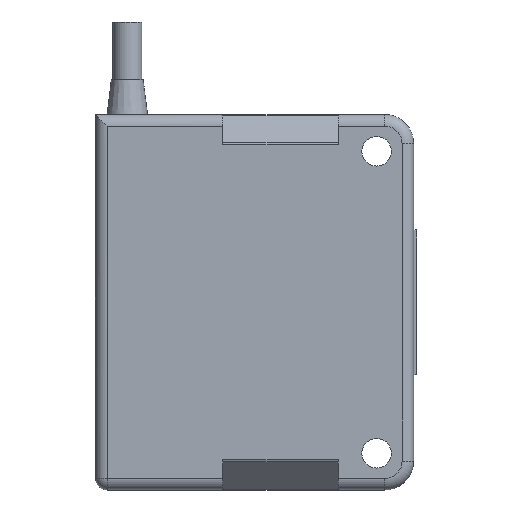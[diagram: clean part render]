
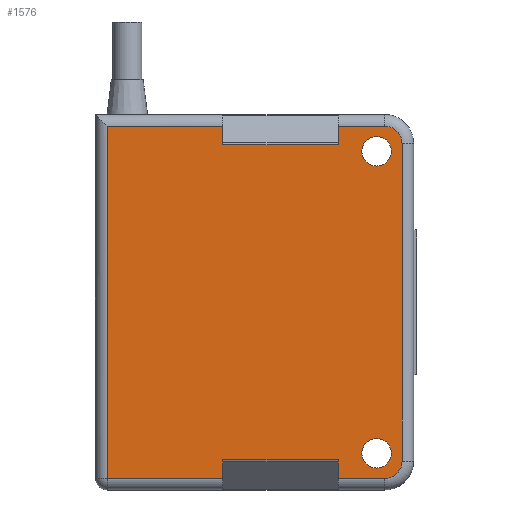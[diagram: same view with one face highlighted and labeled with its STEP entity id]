
A CAD part, front view. The second image highlights one B-rep face of the part: STEP entity #1576.
In plain terms, the highlighted planar face has unit normal (0, -1, 0).
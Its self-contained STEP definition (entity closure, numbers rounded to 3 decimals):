
#83=DIRECTION('',(1.,0.,0.));
#84=VECTOR('',#83,20.);
#85=CARTESIAN_POINT('',(22.,0.,-59.7));
#86=LINE('',#85,#84);
#91=DIRECTION('',(1.,0.,0.));
#92=VECTOR('',#91,20.);
#93=CARTESIAN_POINT('',(2.,0.,-62.9));
#94=LINE('',#93,#92);
#98=DIRECTION('',(0.,0.,-1.));
#99=VECTOR('',#98,60.9);
#100=CARTESIAN_POINT('',(2.,0.,-2.));
#101=LINE('',#100,#99);
#105=DIRECTION('',(-1.,0.,0.));
#106=VECTOR('',#105,20.);
#107=CARTESIAN_POINT('',(22.,0.,-2.));
#108=LINE('',#107,#106);
#112=DIRECTION('',(-1.,0.,0.));
#113=VECTOR('',#112,20.);
#114=CARTESIAN_POINT('',(42.,0.,-5.2));
#115=LINE('',#114,#113);
#119=DIRECTION('',(-1.,0.,0.));
#120=VECTOR('',#119,8.);
#121=CARTESIAN_POINT('',(50.,0.,-2.));
#122=LINE('',#121,#120);
#126=CARTESIAN_POINT('',(50.,0.,-5.));
#127=DIRECTION('',(0.,-1.,0.));
#128=DIRECTION('',(1.,0.,0.));
#129=AXIS2_PLACEMENT_3D('',#126,#127,#128);
#134=DIRECTION('',(0.,0.,1.));
#135=VECTOR('',#134,54.9);
#136=CARTESIAN_POINT('',(53.,0.,-59.9));
#137=LINE('',#136,#135);
#141=CARTESIAN_POINT('',(50.,0.,-59.9));
#142=DIRECTION('',(0.,-1.,0.));
#143=DIRECTION('',(0.,0.,-1.));
#144=AXIS2_PLACEMENT_3D('',#141,#142,#143);
#149=DIRECTION('',(1.,0.,0.));
#150=VECTOR('',#149,8.);
#151=CARTESIAN_POINT('',(42.,0.,-62.9));
#152=LINE('',#151,#150);
#156=CARTESIAN_POINT('',(48.6,0.,-6.35));
#157=DIRECTION('',(0.,-1.,0.));
#158=DIRECTION('',(1.,0.,0.));
#159=AXIS2_PLACEMENT_3D('',#156,#157,#158);
#164=CARTESIAN_POINT('',(48.6,0.,-6.35));
#165=DIRECTION('',(0.,-1.,0.));
#166=DIRECTION('',(-1.,0.,0.));
#167=AXIS2_PLACEMENT_3D('',#164,#165,#166);
#172=CARTESIAN_POINT('',(48.6,0.,-58.55));
#173=DIRECTION('',(0.,-1.,0.));
#174=DIRECTION('',(1.,0.,0.));
#175=AXIS2_PLACEMENT_3D('',#172,#173,#174);
#180=CARTESIAN_POINT('',(48.6,0.,-58.55));
#181=DIRECTION('',(0.,-1.,0.));
#182=DIRECTION('',(-1.,0.,0.));
#183=AXIS2_PLACEMENT_3D('',#180,#181,#182);
#237=DIRECTION('',(0.,0.,-1.));
#238=VECTOR('',#237,3.2);
#239=CARTESIAN_POINT('',(42.,0.,-59.7));
#240=LINE('',#239,#238);
#275=DIRECTION('',(0.,0.,1.));
#276=VECTOR('',#275,3.2);
#277=CARTESIAN_POINT('',(22.,0.,-62.9));
#278=LINE('',#277,#276);
#708=DIRECTION('',(0.,0.,-1.));
#709=VECTOR('',#708,3.2);
#710=CARTESIAN_POINT('',(42.,0.,-2.));
#711=LINE('',#710,#709);
#769=DIRECTION('',(0.,0.,1.));
#770=VECTOR('',#769,3.2);
#771=CARTESIAN_POINT('',(22.,0.,-5.2));
#772=LINE('',#771,#770);
#1343=CARTESIAN_POINT('',(2.,0.,-2.));
#1344=CARTESIAN_POINT('',(2.,0.,-62.9));
#1345=VERTEX_POINT('',#1343);
#1346=VERTEX_POINT('',#1344);
#1353=CARTESIAN_POINT('',(50.,0.,-62.9));
#1354=CARTESIAN_POINT('',(53.,0.,-59.9));
#1355=VERTEX_POINT('',#1353);
#1356=VERTEX_POINT('',#1354);
#1361=CARTESIAN_POINT('',(53.,0.,-5.));
#1362=VERTEX_POINT('',#1361);
#1365=CARTESIAN_POINT('',(50.,0.,-2.));
#1366=VERTEX_POINT('',#1365);
#1393=CARTESIAN_POINT('',(22.,0.,-62.9));
#1395=VERTEX_POINT('',#1393);
#1397=CARTESIAN_POINT('',(42.,0.,-62.9));
#1399=VERTEX_POINT('',#1397);
#1409=CARTESIAN_POINT('',(22.,0.,-2.));
#1411=VERTEX_POINT('',#1409);
#1413=CARTESIAN_POINT('',(42.,0.,-2.));
#1415=VERTEX_POINT('',#1413);
#1429=CARTESIAN_POINT('',(22.,0.,-59.7));
#1430=CARTESIAN_POINT('',(42.,0.,-59.7));
#1431=VERTEX_POINT('',#1429);
#1432=VERTEX_POINT('',#1430);
#1437=CARTESIAN_POINT('',(42.,0.,-5.2));
#1438=CARTESIAN_POINT('',(22.,0.,-5.2));
#1439=VERTEX_POINT('',#1437);
#1440=VERTEX_POINT('',#1438);
#1513=CARTESIAN_POINT('',(51.15,0.,-6.35));
#1514=CARTESIAN_POINT('',(46.05,0.,-6.35));
#1515=VERTEX_POINT('',#1513);
#1516=VERTEX_POINT('',#1514);
#1521=CARTESIAN_POINT('',(51.15,0.,-58.55));
#1522=CARTESIAN_POINT('',(46.05,0.,-58.55));
#1523=VERTEX_POINT('',#1521);
#1524=VERTEX_POINT('',#1522);
#1529=CARTESIAN_POINT('',(0.,0.,0.));
#1530=DIRECTION('',(0.,1.,0.));
#1531=DIRECTION('',(1.,0.,0.));
#1532=AXIS2_PLACEMENT_3D('',#1529,#1530,#1531);
#1533=PLANE('',#1532);
#1535=ORIENTED_EDGE('',*,*,#1534,.F.);
#1537=ORIENTED_EDGE('',*,*,#1536,.F.);
#1539=ORIENTED_EDGE('',*,*,#1538,.F.);
#1541=ORIENTED_EDGE('',*,*,#1540,.F.);
#1543=ORIENTED_EDGE('',*,*,#1542,.F.);
#1545=ORIENTED_EDGE('',*,*,#1544,.F.);
#1547=ORIENTED_EDGE('',*,*,#1546,.F.);
#1549=ORIENTED_EDGE('',*,*,#1548,.F.);
#1551=ORIENTED_EDGE('',*,*,#1550,.F.);
#1553=ORIENTED_EDGE('',*,*,#1552,.F.);
#1555=ORIENTED_EDGE('',*,*,#1554,.F.);
#1557=ORIENTED_EDGE('',*,*,#1556,.F.);
#1559=ORIENTED_EDGE('',*,*,#1558,.F.);
#1561=ORIENTED_EDGE('',*,*,#1560,.F.);
#1562=EDGE_LOOP('',(#1535,#1537,#1539,#1541,#1543,#1545,#1547,#1549,#1551,#1553,
#1555,#1557,#1559,#1561));
#1563=FACE_OUTER_BOUND('',#1562,.F.);
#1565=ORIENTED_EDGE('',*,*,#1564,.T.);
#1567=ORIENTED_EDGE('',*,*,#1566,.T.);
#1568=EDGE_LOOP('',(#1565,#1567));
#1569=FACE_BOUND('',#1568,.F.);
#1571=ORIENTED_EDGE('',*,*,#1570,.T.);
#1573=ORIENTED_EDGE('',*,*,#1572,.T.);
#1574=EDGE_LOOP('',(#1571,#1573));
#1575=FACE_BOUND('',#1574,.F.);
#1576=ADVANCED_FACE('',(#1563,#1569,#1575),#1533,.F.);
#130=CIRCLE('',#129,3.);
#145=CIRCLE('',#144,3.);
#160=CIRCLE('',#159,2.55);
#168=CIRCLE('',#167,2.55);
#176=CIRCLE('',#175,2.55);
#184=CIRCLE('',#183,2.55);
#1534=EDGE_CURVE('',#1431,#1432,#86,.T.);
#1536=EDGE_CURVE('',#1395,#1431,#278,.T.);
#1538=EDGE_CURVE('',#1346,#1395,#94,.T.);
#1540=EDGE_CURVE('',#1345,#1346,#101,.T.);
#1542=EDGE_CURVE('',#1411,#1345,#108,.T.);
#1544=EDGE_CURVE('',#1440,#1411,#772,.T.);
#1546=EDGE_CURVE('',#1439,#1440,#115,.T.);
#1548=EDGE_CURVE('',#1415,#1439,#711,.T.);
#1550=EDGE_CURVE('',#1366,#1415,#122,.T.);
#1552=EDGE_CURVE('',#1362,#1366,#130,.T.);
#1554=EDGE_CURVE('',#1356,#1362,#137,.T.);
#1556=EDGE_CURVE('',#1355,#1356,#145,.T.);
#1558=EDGE_CURVE('',#1399,#1355,#152,.T.);
#1560=EDGE_CURVE('',#1432,#1399,#240,.T.);
#1564=EDGE_CURVE('',#1515,#1516,#160,.T.);
#1566=EDGE_CURVE('',#1516,#1515,#168,.T.);
#1570=EDGE_CURVE('',#1523,#1524,#176,.T.);
#1572=EDGE_CURVE('',#1524,#1523,#184,.T.);
